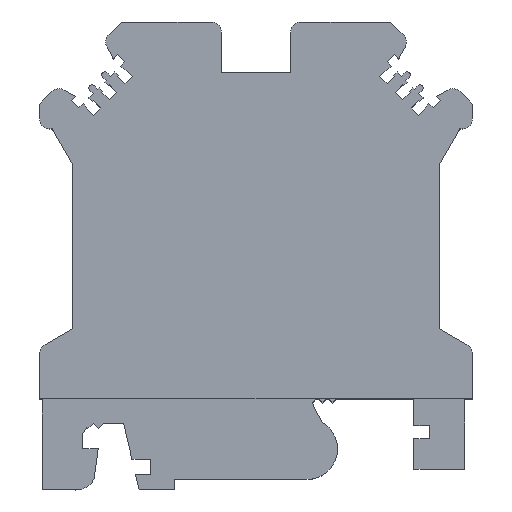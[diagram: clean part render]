
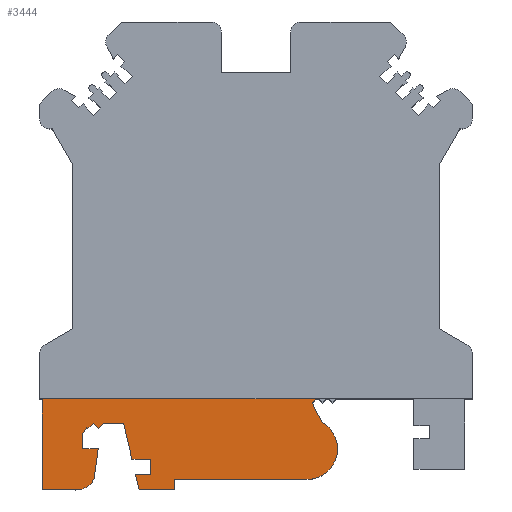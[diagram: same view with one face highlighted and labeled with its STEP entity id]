
A CAD part, top view. The second image highlights one B-rep face of the part: STEP entity #3444.
In plain terms, the highlighted planar face has unit normal (0, 0, 1).
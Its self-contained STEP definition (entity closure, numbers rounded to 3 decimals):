
#472=DIRECTION('',(1.,0.,0.));
#473=VECTOR('',#472,26.908);
#474=CARTESIAN_POINT('',(-20.999,-14.046,3.));
#475=LINE('',#474,#473);
#536=DIRECTION('',(0.,-1.,0.));
#537=VECTOR('',#536,8.908);
#538=CARTESIAN_POINT('',(-20.999,-14.046,3.));
#539=LINE('',#538,#537);
#548=DIRECTION('',(0.707,0.707,0.));
#549=VECTOR('',#548,0.562);
#550=CARTESIAN_POINT('',(5.512,-14.443,3.));
#551=LINE('',#550,#549);
#560=DIRECTION('',(-0.459,0.888,0.));
#561=VECTOR('',#560,2.154);
#562=CARTESIAN_POINT('',(6.501,-16.356,3.));
#563=LINE('',#562,#561);
#573=CARTESIAN_POINT('',(5.001,-18.954,3.));
#574=DIRECTION('',(0.,0.,1.));
#575=DIRECTION('',(0.,-1.,0.));
#576=AXIS2_PLACEMENT_3D('',#573,#574,#575);
#586=DIRECTION('',(1.,0.,0.));
#587=VECTOR('',#586,12.989);
#588=CARTESIAN_POINT('',(-7.987,-21.954,3.));
#589=LINE('',#588,#587);
#598=DIRECTION('',(0.,1.,0.));
#599=VECTOR('',#598,1.);
#600=CARTESIAN_POINT('',(-7.987,-22.954,3.));
#601=LINE('',#600,#599);
#610=DIRECTION('',(1.,0.,0.));
#611=VECTOR('',#610,3.5);
#612=CARTESIAN_POINT('',(-11.487,-22.954,3.));
#613=LINE('',#612,#611);
#622=DIRECTION('',(0.226,-0.974,0.));
#623=VECTOR('',#622,1.54);
#624=CARTESIAN_POINT('',(-11.836,-21.454,3.));
#625=LINE('',#624,#623);
#634=DIRECTION('',(-1.,0.,0.));
#635=VECTOR('',#634,1.5);
#636=CARTESIAN_POINT('',(-10.336,-21.454,3.));
#637=LINE('',#636,#635);
#646=DIRECTION('',(0.,-1.,0.));
#647=VECTOR('',#646,1.5);
#648=CARTESIAN_POINT('',(-10.336,-19.954,3.));
#649=LINE('',#648,#647);
#658=DIRECTION('',(1.,0.,0.));
#659=VECTOR('',#658,1.849);
#660=CARTESIAN_POINT('',(-12.185,-19.954,3.));
#661=LINE('',#660,#659);
#670=DIRECTION('',(0.226,-0.974,0.));
#671=VECTOR('',#670,3.593);
#672=CARTESIAN_POINT('',(-12.999,-16.454,3.));
#673=LINE('',#672,#671);
#682=DIRECTION('',(1.,0.,0.));
#683=VECTOR('',#682,2.);
#684=CARTESIAN_POINT('',(-14.999,-16.454,3.));
#685=LINE('',#684,#683);
#694=DIRECTION('',(0.707,0.707,0.));
#695=VECTOR('',#694,0.707);
#696=CARTESIAN_POINT('',(-15.499,-16.954,3.));
#697=LINE('',#696,#695);
#706=DIRECTION('',(0.707,-0.707,0.));
#707=VECTOR('',#706,0.707);
#708=CARTESIAN_POINT('',(-15.999,-16.454,3.));
#709=LINE('',#708,#707);
#718=DIRECTION('',(0.707,0.707,0.));
#719=VECTOR('',#718,0.707);
#720=CARTESIAN_POINT('',(-16.499,-16.954,3.));
#721=LINE('',#720,#719);
#730=DIRECTION('',(0.707,-0.707,0.));
#731=VECTOR('',#730,0.141);
#732=CARTESIAN_POINT('',(-16.599,-16.854,3.));
#733=LINE('',#732,#731);
#742=DIRECTION('',(0.555,0.832,0.));
#743=VECTOR('',#742,0.721);
#744=CARTESIAN_POINT('',(-16.999,-17.454,3.));
#745=LINE('',#744,#743);
#754=DIRECTION('',(0.,1.,0.));
#755=VECTOR('',#754,1.5);
#756=CARTESIAN_POINT('',(-16.999,-18.954,3.));
#757=LINE('',#756,#755);
#766=DIRECTION('',(-1.,0.,0.));
#767=VECTOR('',#766,1.5);
#768=CARTESIAN_POINT('',(-15.499,-18.954,3.));
#769=LINE('',#768,#767);
#778=DIRECTION('',(0.139,0.99,0.));
#779=VECTOR('',#778,3.029);
#780=CARTESIAN_POINT('',(-15.92,-21.954,3.));
#781=LINE('',#780,#779);
#791=CARTESIAN_POINT('',(-17.668,-20.982,3.));
#792=DIRECTION('',(0.,0.,1.));
#793=DIRECTION('',(-0.165,-0.986,0.));
#794=AXIS2_PLACEMENT_3D('',#791,#792,#793);
#804=DIRECTION('',(1.,0.,0.));
#805=VECTOR('',#804,3.);
#806=CARTESIAN_POINT('',(-20.999,-22.954,3.));
#807=LINE('',#806,#805);
#2706=CARTESIAN_POINT('',(-20.999,-14.046,3.));
#2707=CARTESIAN_POINT('',(-20.999,-22.954,3.));
#2708=VERTEX_POINT('',#2706);
#2709=VERTEX_POINT('',#2707);
#2712=CARTESIAN_POINT('',(-17.999,-22.954,3.));
#2713=VERTEX_POINT('',#2712);
#2716=CARTESIAN_POINT('',(-15.92,-21.954,3.));
#2717=VERTEX_POINT('',#2716);
#2720=CARTESIAN_POINT('',(-15.499,-18.954,3.));
#2721=VERTEX_POINT('',#2720);
#2724=CARTESIAN_POINT('',(-16.999,-18.954,3.));
#2725=VERTEX_POINT('',#2724);
#2728=CARTESIAN_POINT('',(-16.999,-17.454,3.));
#2729=VERTEX_POINT('',#2728);
#2732=CARTESIAN_POINT('',(-16.599,-16.854,3.));
#2733=VERTEX_POINT('',#2732);
#2736=CARTESIAN_POINT('',(-16.499,-16.954,3.));
#2737=VERTEX_POINT('',#2736);
#2740=CARTESIAN_POINT('',(-15.999,-16.454,3.));
#2741=VERTEX_POINT('',#2740);
#2744=CARTESIAN_POINT('',(-15.499,-16.954,3.));
#2745=VERTEX_POINT('',#2744);
#2748=CARTESIAN_POINT('',(-14.999,-16.454,3.));
#2749=VERTEX_POINT('',#2748);
#2752=CARTESIAN_POINT('',(-12.999,-16.454,3.));
#2753=VERTEX_POINT('',#2752);
#2756=CARTESIAN_POINT('',(-12.185,-19.954,3.));
#2757=VERTEX_POINT('',#2756);
#2760=CARTESIAN_POINT('',(-10.336,-19.954,3.));
#2761=VERTEX_POINT('',#2760);
#2764=CARTESIAN_POINT('',(-10.336,-21.454,3.));
#2765=VERTEX_POINT('',#2764);
#2768=CARTESIAN_POINT('',(-11.836,-21.454,3.));
#2769=VERTEX_POINT('',#2768);
#2772=CARTESIAN_POINT('',(-11.487,-22.954,3.));
#2773=VERTEX_POINT('',#2772);
#2776=CARTESIAN_POINT('',(-7.987,-22.954,3.));
#2777=VERTEX_POINT('',#2776);
#2780=CARTESIAN_POINT('',(-7.987,-21.954,3.));
#2781=VERTEX_POINT('',#2780);
#2784=CARTESIAN_POINT('',(5.001,-21.954,3.));
#2785=VERTEX_POINT('',#2784);
#2788=CARTESIAN_POINT('',(6.501,-16.356,3.));
#2789=VERTEX_POINT('',#2788);
#2792=CARTESIAN_POINT('',(5.512,-14.443,3.));
#2793=VERTEX_POINT('',#2792);
#2796=CARTESIAN_POINT('',(5.91,-14.046,3.));
#2797=VERTEX_POINT('',#2796);
#3391=CARTESIAN_POINT('',(-40.,-25.046,3.));
#3392=DIRECTION('',(0.,0.,-1.));
#3393=DIRECTION('',(0.,1.,0.));
#3394=AXIS2_PLACEMENT_3D('',#3391,#3392,#3393);
#3395=PLANE('',#3394);
#3396=ORIENTED_EDGE('',*,*,#3384,.F.);
#3397=ORIENTED_EDGE('',*,*,#3266,.T.);
#3399=ORIENTED_EDGE('',*,*,#3398,.F.);
#3401=ORIENTED_EDGE('',*,*,#3400,.F.);
#3403=ORIENTED_EDGE('',*,*,#3402,.F.);
#3405=ORIENTED_EDGE('',*,*,#3404,.F.);
#3407=ORIENTED_EDGE('',*,*,#3406,.F.);
#3409=ORIENTED_EDGE('',*,*,#3408,.F.);
#3411=ORIENTED_EDGE('',*,*,#3410,.F.);
#3413=ORIENTED_EDGE('',*,*,#3412,.F.);
#3415=ORIENTED_EDGE('',*,*,#3414,.F.);
#3417=ORIENTED_EDGE('',*,*,#3416,.F.);
#3419=ORIENTED_EDGE('',*,*,#3418,.F.);
#3421=ORIENTED_EDGE('',*,*,#3420,.F.);
#3423=ORIENTED_EDGE('',*,*,#3422,.F.);
#3425=ORIENTED_EDGE('',*,*,#3424,.F.);
#3427=ORIENTED_EDGE('',*,*,#3426,.F.);
#3429=ORIENTED_EDGE('',*,*,#3428,.F.);
#3431=ORIENTED_EDGE('',*,*,#3430,.F.);
#3433=ORIENTED_EDGE('',*,*,#3432,.F.);
#3435=ORIENTED_EDGE('',*,*,#3434,.F.);
#3437=ORIENTED_EDGE('',*,*,#3436,.F.);
#3439=ORIENTED_EDGE('',*,*,#3438,.F.);
#3441=ORIENTED_EDGE('',*,*,#3440,.F.);
#3442=EDGE_LOOP('',(#3396,#3397,#3399,#3401,#3403,#3405,#3407,#3409,#3411,#3413,
#3415,#3417,#3419,#3421,#3423,#3425,#3427,#3429,#3431,#3433,#3435,#3437,#3439,
#3441));
#3443=FACE_OUTER_BOUND('',#3442,.F.);
#577=CIRCLE('',#576,3.);
#795=CIRCLE('',#794,2.);
#3266=EDGE_CURVE('',#2708,#2797,#475,.T.);
#3384=EDGE_CURVE('',#2708,#2709,#539,.T.);
#3398=EDGE_CURVE('',#2793,#2797,#551,.T.);
#3400=EDGE_CURVE('',#2789,#2793,#563,.T.);
#3402=EDGE_CURVE('',#2785,#2789,#577,.T.);
#3404=EDGE_CURVE('',#2781,#2785,#589,.T.);
#3406=EDGE_CURVE('',#2777,#2781,#601,.T.);
#3408=EDGE_CURVE('',#2773,#2777,#613,.T.);
#3410=EDGE_CURVE('',#2769,#2773,#625,.T.);
#3412=EDGE_CURVE('',#2765,#2769,#637,.T.);
#3414=EDGE_CURVE('',#2761,#2765,#649,.T.);
#3416=EDGE_CURVE('',#2757,#2761,#661,.T.);
#3418=EDGE_CURVE('',#2753,#2757,#673,.T.);
#3420=EDGE_CURVE('',#2749,#2753,#685,.T.);
#3422=EDGE_CURVE('',#2745,#2749,#697,.T.);
#3424=EDGE_CURVE('',#2741,#2745,#709,.T.);
#3426=EDGE_CURVE('',#2737,#2741,#721,.T.);
#3428=EDGE_CURVE('',#2733,#2737,#733,.T.);
#3430=EDGE_CURVE('',#2729,#2733,#745,.T.);
#3432=EDGE_CURVE('',#2725,#2729,#757,.T.);
#3434=EDGE_CURVE('',#2721,#2725,#769,.T.);
#3436=EDGE_CURVE('',#2717,#2721,#781,.T.);
#3438=EDGE_CURVE('',#2713,#2717,#795,.T.);
#3440=EDGE_CURVE('',#2709,#2713,#807,.T.);
#3444=ADVANCED_FACE('',(#3443),#3395,.F.);
